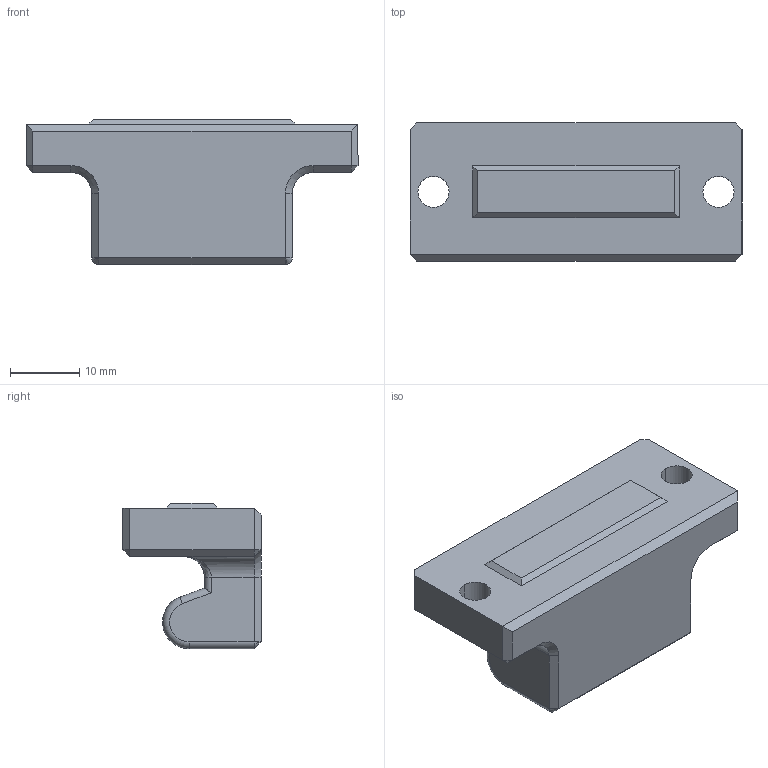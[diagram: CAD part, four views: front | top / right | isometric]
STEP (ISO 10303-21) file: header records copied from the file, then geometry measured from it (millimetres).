
FILE_DESCRIPTION (( 'STEP AP203' ), '1' );
FILE_NAME ('LCD_base_holder.STEP', '2021-06-04T09:19:28', ( '' ), ( '' ), 'SwSTEP 2.0', 'SolidWorks 2020', '' );
FILE_SCHEMA (( 'CONFIG_CONTROL_DESIGN' ));
Length unit declared in the file: millimetre
Products named in the file (1): LCD_base_holder
Bounding box: 48 x 20 x 21.03 mm (x, y, z)
Volume: 10987.3 mm3; surface area: 4114.9 mm2
Topology: 1 solids, 1 shells, 55 faces, 124 edges, 68 vertices
Faces by surface type: plane 33, cylinder 14, cone 4, torus 2, bspline 2
Entity records: 1609 total; most frequent: CARTESIAN_POINT 344, DIRECTION 246, ORIENTED_EDGE 240, EDGE_CURVE 120, LINE 90, VECTOR 90, AXIS2_PLACEMENT_3D 78, VERTEX_POINT 68
